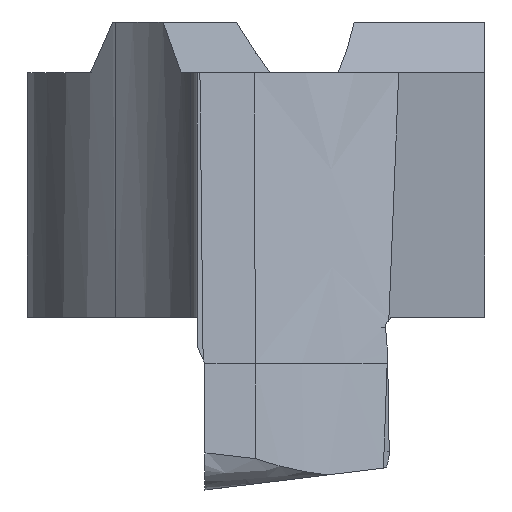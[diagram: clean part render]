
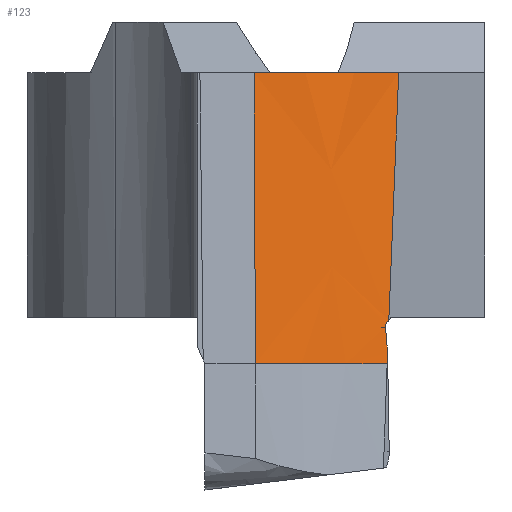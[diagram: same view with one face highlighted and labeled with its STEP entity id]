
A CAD part, left-side view. The second image highlights one B-rep face of the part: STEP entity #123.
In plain terms, the highlighted conical face has half-angle 1.5 degrees and reference radius 7 mm.
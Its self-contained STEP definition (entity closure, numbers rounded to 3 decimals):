
#75=CONICAL_SURFACE('',#902,7.,1.5);
#96=CIRCLE('',#900,6.955);
#97=CIRCLE('',#901,6.805);
#123=ADVANCED_FACE('',(#177),#75,.T.);
#177=FACE_OUTER_BOUND('',#221,.T.);
#221=EDGE_LOOP('',(#428,#429,#430,#431,#432,#433,#434,#435));
#428=ORIENTED_EDGE('',*,*,#737,.F.);
#429=ORIENTED_EDGE('',*,*,#711,.T.);
#430=ORIENTED_EDGE('',*,*,#738,.T.);
#431=ORIENTED_EDGE('',*,*,#739,.T.);
#432=ORIENTED_EDGE('',*,*,#685,.T.);
#433=ORIENTED_EDGE('',*,*,#714,.T.);
#434=ORIENTED_EDGE('',*,*,#740,.T.);
#435=ORIENTED_EDGE('',*,*,#741,.T.);
#608=VERTEX_POINT('',#1199);
#609=VERTEX_POINT('',#1200);
#629=VERTEX_POINT('',#1272);
#630=VERTEX_POINT('',#1273);
#632=VERTEX_POINT('',#1282);
#650=VERTEX_POINT('',#1334);
#651=VERTEX_POINT('',#1339);
#652=VERTEX_POINT('',#1345);
#685=EDGE_CURVE('',#608,#609,#804,.T.);
#711=EDGE_CURVE('',#629,#630,#805,.T.);
#714=EDGE_CURVE('',#609,#632,#806,.T.);
#737=EDGE_CURVE('',#629,#650,#96,.T.);
#738=EDGE_CURVE('',#630,#651,#807,.T.);
#739=EDGE_CURVE('',#651,#608,#808,.T.);
#740=EDGE_CURVE('',#632,#652,#97,.T.);
#741=EDGE_CURVE('',#652,#650,#809,.T.);
#804=B_SPLINE_CURVE_WITH_KNOTS('',3,(#1189,#1190,#1191,#1192,#1193,#1194,
#1195,#1196,#1197,#1198),.UNSPECIFIED.,.F.,.F.,(4,3,3,4),(0.,0.294,
0.586,1.),.UNSPECIFIED.);
#805=B_SPLINE_CURVE_WITH_KNOTS('',3,(#1268,#1269,#1270,#1271),
 .UNSPECIFIED.,.F.,.F.,(4,4),(0.,1.),.UNSPECIFIED.);
#806=B_SPLINE_CURVE_WITH_KNOTS('',3,(#1278,#1279,#1280,#1281),
 .UNSPECIFIED.,.F.,.F.,(4,4),(0.,1.),.UNSPECIFIED.);
#807=B_SPLINE_CURVE_WITH_KNOTS('',3,(#1335,#1336,#1337,#1338),
 .UNSPECIFIED.,.F.,.F.,(4,4),(0.,1.),.UNSPECIFIED.);
#808=B_SPLINE_CURVE_WITH_KNOTS('',3,(#1340,#1341,#1342,#1343),
 .UNSPECIFIED.,.F.,.F.,(4,4),(0.,1.),.UNSPECIFIED.);
#809=B_SPLINE_CURVE_WITH_KNOTS('',3,(#1346,#1347,#1348,#1349,#1350,#1351),
 .UNSPECIFIED.,.F.,.F.,(4,2,4),(0.,0.982,1.),.UNSPECIFIED.);
#900=AXIS2_PLACEMENT_3D('',#1333,#1035,#1036);
#901=AXIS2_PLACEMENT_3D('',#1344,#1037,#1038);
#902=AXIS2_PLACEMENT_3D('',#1352,#1039,#1040);
#1035=DIRECTION('',(0.,0.,-1.));
#1036=DIRECTION('',(1.,0.,0.));
#1037=DIRECTION('',(0.,0.,-1.));
#1038=DIRECTION('',(-1.,0.,0.));
#1039=DIRECTION('',(0.,0.,-1.));
#1040=DIRECTION('',(-1.,0.,0.));
#1189=CARTESIAN_POINT('',(-7.75,-2.551,-5.1));
#1190=CARTESIAN_POINT('',(-7.75,-2.55,-5.084));
#1191=CARTESIAN_POINT('',(-7.748,-2.552,-5.068));
#1192=CARTESIAN_POINT('',(-7.745,-2.557,-5.053));
#1193=CARTESIAN_POINT('',(-7.742,-2.561,-5.038));
#1194=CARTESIAN_POINT('',(-7.737,-2.568,-5.024));
#1195=CARTESIAN_POINT('',(-7.731,-2.575,-5.012));
#1196=CARTESIAN_POINT('',(-7.723,-2.587,-4.994));
#1197=CARTESIAN_POINT('',(-7.713,-2.6,-4.979));
#1198=CARTESIAN_POINT('',(-7.702,-2.615,-4.966));
#1199=CARTESIAN_POINT('',(-7.75,-2.551,-5.1));
#1200=CARTESIAN_POINT('',(-7.702,-2.615,-4.966));
#1268=CARTESIAN_POINT('',(-7.865,-2.509,-7.869));
#1269=CARTESIAN_POINT('',(-7.824,-2.536,-7.116));
#1270=CARTESIAN_POINT('',(-7.782,-2.563,-6.363));
#1271=CARTESIAN_POINT('',(-7.739,-2.591,-5.61));
#1272=CARTESIAN_POINT('',(-7.751,-2.584,-5.819));
#1273=CARTESIAN_POINT('',(-7.739,-2.591,-5.61));
#1278=CARTESIAN_POINT('',(-7.702,-2.615,-4.966));
#1279=CARTESIAN_POINT('',(-7.601,-2.681,-3.233));
#1280=CARTESIAN_POINT('',(-7.502,-2.746,-1.611));
#1281=CARTESIAN_POINT('',(-7.402,-2.81,-0.1));
#1282=CARTESIAN_POINT('',(-7.402,-2.81,-0.1));
#1333=CARTESIAN_POINT('',(-2.006,1.336,-5.819));
#1334=CARTESIAN_POINT('',(-8.832,0.007,-5.819));
#1335=CARTESIAN_POINT('',(-7.739,-2.591,-5.61));
#1336=CARTESIAN_POINT('',(-7.743,-2.578,-5.442));
#1337=CARTESIAN_POINT('',(-7.747,-2.565,-5.274));
#1338=CARTESIAN_POINT('',(-7.75,-2.551,-5.105));
#1339=CARTESIAN_POINT('',(-7.75,-2.551,-5.105));
#1340=CARTESIAN_POINT('',(-7.75,-2.551,-5.105));
#1341=CARTESIAN_POINT('',(-7.75,-2.551,-5.103));
#1342=CARTESIAN_POINT('',(-7.75,-2.551,-5.102));
#1343=CARTESIAN_POINT('',(-7.75,-2.551,-5.1));
#1344=CARTESIAN_POINT('',(-2.006,1.336,-0.1));
#1345=CARTESIAN_POINT('',(-8.684,0.031,-0.1));
#1346=CARTESIAN_POINT('',(-8.684,0.031,-0.1));
#1347=CARTESIAN_POINT('',(-8.749,0.02,-2.583));
#1348=CARTESIAN_POINT('',(-8.813,0.01,-5.067));
#1349=CARTESIAN_POINT('',(-8.878,0.,-7.595));
#1350=CARTESIAN_POINT('',(-8.88,0.,-7.64));
#1351=CARTESIAN_POINT('',(-8.881,-0.001,-7.684));
#1352=CARTESIAN_POINT('',(-2.006,1.336,-7.55));
